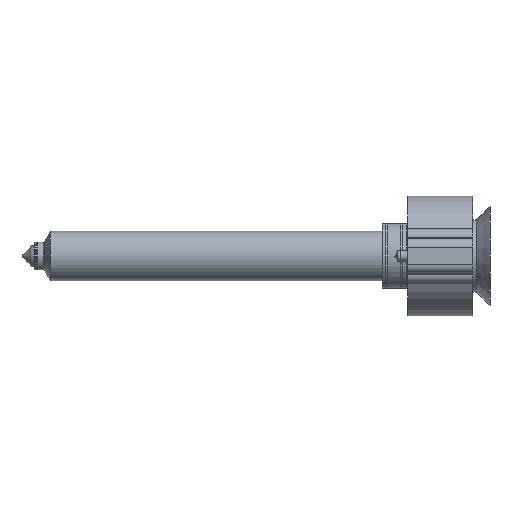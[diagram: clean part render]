
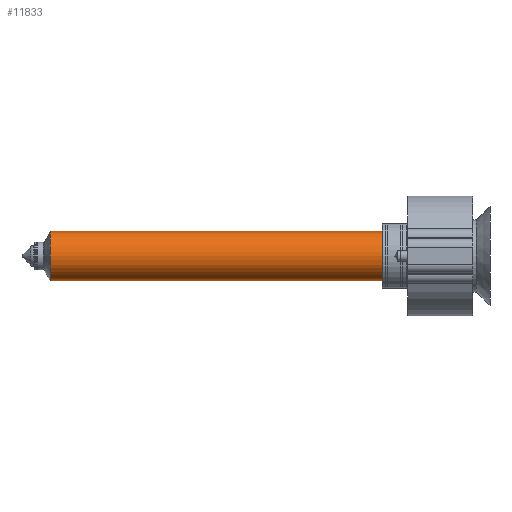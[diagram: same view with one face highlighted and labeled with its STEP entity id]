
A CAD part, front view. The second image highlights one B-rep face of the part: STEP entity #11833.
In plain terms, the highlighted cylindrical face has radius 14.5 mm (diameter 29 mm), a full revolution.
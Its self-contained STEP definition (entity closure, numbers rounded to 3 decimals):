
#243 = CIRCLE ( 'NONE', #8409, 14.5 ) ;
#871 = CIRCLE ( 'NONE', #12718, 14.5 ) ;
#1153 = VERTEX_POINT ( 'NONE', #4166 ) ;
#1168 = VERTEX_POINT ( 'NONE', #11358 ) ;
#3544 = CYLINDRICAL_SURFACE ( 'NONE', #13151, 14.5 ) ;
#3605 = FACE_OUTER_BOUND ( 'NONE', #12796, .T. ) ;
#3686 = DIRECTION ( 'NONE',  ( 0., 0., -1. ) ) ;
#3750 = FACE_OUTER_BOUND ( 'NONE', #9433, .T. ) ;
#4166 = CARTESIAN_POINT ( 'NONE',  ( -14.5, 0., -16.464 ) ) ;
#5332 = DIRECTION ( 'NONE',  ( -1., 0., 0. ) ) ;
#5421 = DIRECTION ( 'NONE',  ( 0., 0., -1. ) ) ;
#6576 = EDGE_CURVE ( 'NONE', #1168, #1168, #871, .T. ) ;
#6862 = EDGE_CURVE ( 'NONE', #1153, #1153, #243, .T. ) ;
#8409 = AXIS2_PLACEMENT_3D ( 'NONE', #10851, #3686, #12043 ) ;
#9433 = EDGE_LOOP ( 'NONE', ( #12197 ) ) ;
#9833 = ORIENTED_EDGE ( 'NONE', *, *, #6862, .T. ) ;
#10851 = CARTESIAN_POINT ( 'NONE',  ( 0., 0., -16.464 ) ) ;
#11358 = CARTESIAN_POINT ( 'NONE',  ( -14.5, 0., -210. ) ) ;
#11833 = ADVANCED_FACE ( 'NONE', ( #3750, #3605 ), #3544, .T. ) ;
#12043 = DIRECTION ( 'NONE',  ( -1., 0., 0. ) ) ;
#12197 = ORIENTED_EDGE ( 'NONE', *, *, #6576, .F. ) ;
#12537 = DIRECTION ( 'NONE',  ( 0., 0., -1. ) ) ;
#12641 = CARTESIAN_POINT ( 'NONE',  ( 0., 0., -210. ) ) ;
#12718 = AXIS2_PLACEMENT_3D ( 'NONE', #12641, #5421, #13806 ) ;
#12796 = EDGE_LOOP ( 'NONE', ( #9833 ) ) ;
#13151 = AXIS2_PLACEMENT_3D ( 'NONE', #13717, #12537, #5332 ) ;
#13717 = CARTESIAN_POINT ( 'NONE',  ( 0., 0., 0. ) ) ;
#13806 = DIRECTION ( 'NONE',  ( -1., 0., 0. ) ) ;
